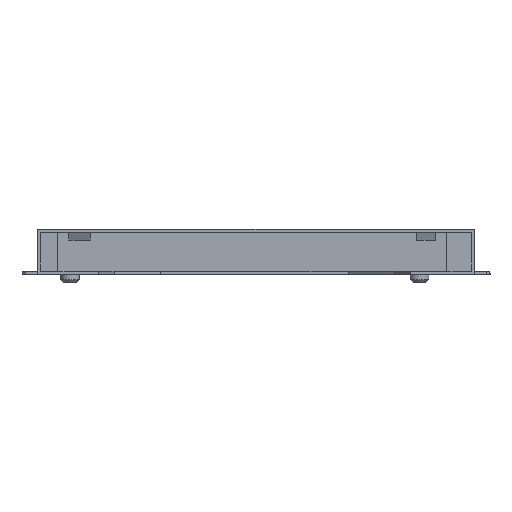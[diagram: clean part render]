
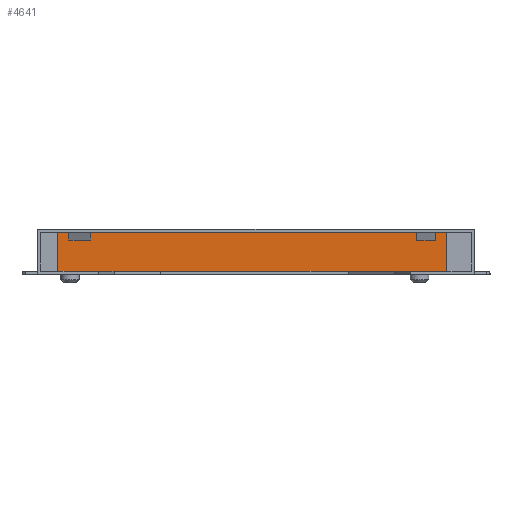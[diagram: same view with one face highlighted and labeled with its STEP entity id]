
A CAD part, front view. The second image highlights one B-rep face of the part: STEP entity #4641.
In plain terms, the highlighted planar face has unit normal (0, -1, 0).
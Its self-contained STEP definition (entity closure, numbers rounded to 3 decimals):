
#347 = AXIS2_PLACEMENT_3D ( 'NONE', #4259, #10709, #5178 ) ;
#705 = VERTEX_POINT ( 'NONE', #5847 ) ;
#902 = CARTESIAN_POINT ( 'NONE',  ( 1.6, 29., 0.2 ) ) ;
#912 = EDGE_CURVE ( 'NONE', #7729, #10717, #2344, .T. ) ;
#1152 = ORIENTED_EDGE ( 'NONE', *, *, #8814, .T. ) ;
#1172 = LINE ( 'NONE', #902, #10680 ) ;
#1639 = DIRECTION ( 'NONE',  ( -1., 0., 0. ) ) ;
#1741 = VECTOR ( 'NONE', #4847, 1000. ) ;
#2036 = LINE ( 'NONE', #11303, #1741 ) ;
#2155 = EDGE_LOOP ( 'NONE', ( #8964, #3826, #2867, #1152 ) ) ;
#2269 = CARTESIAN_POINT ( 'NONE',  ( 1.4, 29., 0.2 ) ) ;
#2344 = LINE ( 'NONE', #7142, #7230 ) ;
#2867 = ORIENTED_EDGE ( 'NONE', *, *, #8586, .T. ) ;
#3237 = LINE ( 'NONE', #5598, #10308 ) ;
#3757 = CARTESIAN_POINT ( 'NONE',  ( 1.4, 29., 2.7 ) ) ;
#3826 = ORIENTED_EDGE ( 'NONE', *, *, #11178, .T. ) ;
#4259 = CARTESIAN_POINT ( 'NONE',  ( 1.6, 29., 2.7 ) ) ;
#4641 = ADVANCED_FACE ( 'NONE', ( #5210 ), #11598, .T. ) ;
#4847 = DIRECTION ( 'NONE',  ( 0., 0., 1. ) ) ;
#5178 = DIRECTION ( 'NONE',  ( 0., 0., -1. ) ) ;
#5210 = FACE_OUTER_BOUND ( 'NONE', #2155, .T. ) ;
#5598 = CARTESIAN_POINT ( 'NONE',  ( 1.4, 29., 2.7 ) ) ;
#5847 = CARTESIAN_POINT ( 'NONE',  ( 26.3, 29., 0.2 ) ) ;
#6308 = VERTEX_POINT ( 'NONE', #2269 ) ;
#7142 = CARTESIAN_POINT ( 'NONE',  ( 14.1, 29., 2.7 ) ) ;
#7230 = VECTOR ( 'NONE', #1639, 1000. ) ;
#7347 = DIRECTION ( 'NONE',  ( 1., 0., 0. ) ) ;
#7460 = DIRECTION ( 'NONE',  ( 0., 0., -1. ) ) ;
#7729 = VERTEX_POINT ( 'NONE', #8120 ) ;
#8120 = CARTESIAN_POINT ( 'NONE',  ( 26.3, 29., 2.7 ) ) ;
#8586 = EDGE_CURVE ( 'NONE', #6308, #705, #1172, .T. ) ;
#8814 = EDGE_CURVE ( 'NONE', #705, #7729, #2036, .T. ) ;
#8964 = ORIENTED_EDGE ( 'NONE', *, *, #912, .T. ) ;
#10308 = VECTOR ( 'NONE', #7460, 1000. ) ;
#10680 = VECTOR ( 'NONE', #7347, 1000. ) ;
#10709 = DIRECTION ( 'NONE',  ( 0., -1., 0. ) ) ;
#10717 = VERTEX_POINT ( 'NONE', #3757 ) ;
#11178 = EDGE_CURVE ( 'NONE', #10717, #6308, #3237, .T. ) ;
#11303 = CARTESIAN_POINT ( 'NONE',  ( 26.3, 29., 2.7 ) ) ;
#11598 = PLANE ( 'NONE',  #347 ) ;
